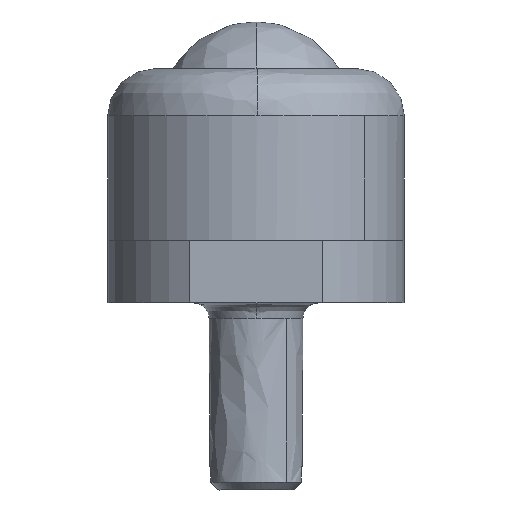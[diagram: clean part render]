
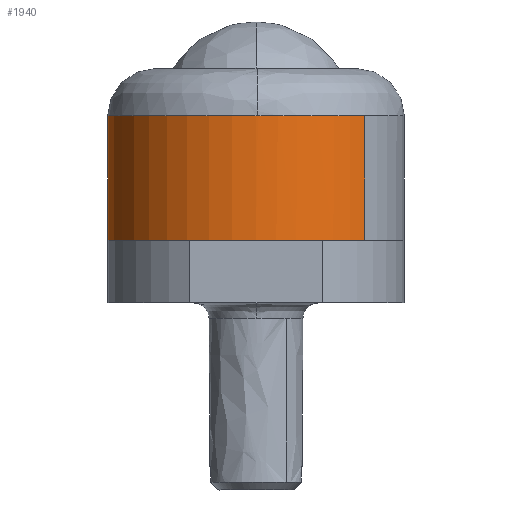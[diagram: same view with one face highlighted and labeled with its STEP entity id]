
A CAD part, left-side view. The second image highlights one B-rep face of the part: STEP entity #1940.
In plain terms, the highlighted free-form (B-spline) face has degree [2, 1] with [5, 2] control points.
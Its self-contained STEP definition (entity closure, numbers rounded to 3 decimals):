
#1551=CARTESIAN_POINT('',(6.452,6.973,8.));
#1552=VERTEX_POINT('',#1551);
#1564=CARTESIAN_POINT('',(-0.06,9.5,8.));
#1565=VERTEX_POINT('',#1564);
#1566=CARTESIAN_POINT('',(-0.06,9.5,8.));
#1567=CARTESIAN_POINT('',(0.555,9.504,8.));
#1568=CARTESIAN_POINT('',(1.45,9.422,8.));
#1569=CARTESIAN_POINT('',(2.756,9.114,8.));
#1570=CARTESIAN_POINT('',(3.81,8.733,8.));
#1571=CARTESIAN_POINT('',(5.135,8.045,8.));
#1572=CARTESIAN_POINT('',(5.974,7.416,8.));
#1573=CARTESIAN_POINT('',(6.452,6.973,8.));
#1574=B_SPLINE_CURVE_WITH_KNOTS('',3,(#1566,#1567,#1568,#1569,#1570,#1571,#1572,#1573),.UNSPECIFIED.,.F.,.U.,(4,1,1,1,1,4),(0.,1.844,2.682,4.023,5.197,7.153),.UNSPECIFIED.);
#1575=EDGE_CURVE('',#1565,#1552,#1574,.T.);
#1577=CARTESIAN_POINT('',(-9.5,0.0,8.0));
#1578=VERTEX_POINT('',#1577);
#1579=CARTESIAN_POINT('',(-9.5,0.0,8.0));
#1580=CARTESIAN_POINT('',(-9.5,0.542,8.));
#1581=CARTESIAN_POINT('',(-9.425,1.413,8.));
#1582=CARTESIAN_POINT('',(-9.129,2.717,8.));
#1583=CARTESIAN_POINT('',(-8.672,3.975,8.));
#1584=CARTESIAN_POINT('',(-8.003,5.181,8.));
#1585=CARTESIAN_POINT('',(-7.298,6.106,8.));
#1586=CARTESIAN_POINT('',(-6.481,6.986,8.));
#1587=CARTESIAN_POINT('',(-5.522,7.778,8.));
#1588=CARTESIAN_POINT('',(-4.421,8.431,8.));
#1589=CARTESIAN_POINT('',(-3.344,8.918,8.));
#1590=CARTESIAN_POINT('',(-1.936,9.358,8.));
#1591=CARTESIAN_POINT('',(-0.756,9.496,8.));
#1592=CARTESIAN_POINT('',(-0.06,9.5,8.));
#1593=B_SPLINE_CURVE_WITH_KNOTS('',3,(#1579,#1580,#1581,#1582,#1583,#1584,#1585,#1586,#1587,#1588,#1589,#1590,#1591,#1592),.UNSPECIFIED.,.F.,.U.,(4,1,1,1,1,1,1,1,1,1,1,4),(0.,1.626,2.613,4.006,5.632,6.735,7.489,9.231,10.45,11.321,12.773,14.863),.UNSPECIFIED.);
#1594=EDGE_CURVE('',#1578,#1565,#1593,.T.);
#1596=CARTESIAN_POINT('',(-9.499,-0.119,8.));
#1597=VERTEX_POINT('',#1596);
#1598=CARTESIAN_POINT('',(-9.499,-0.119,8.));
#1599=CARTESIAN_POINT('',(-9.5,0.0,8.0));
#1600=QUASI_UNIFORM_CURVE('',1,(#1598,#1599),.UNSPECIFIED.,.F.,.U.);
#1601=EDGE_CURVE('',#1597,#1578,#1600,.T.);
#1653=CARTESIAN_POINT('',(-6.452,-6.973,8.));
#1654=VERTEX_POINT('',#1653);
#1655=CARTESIAN_POINT('',(-6.452,-6.973,8.));
#1656=CARTESIAN_POINT('',(-6.835,-6.618,8.));
#1657=CARTESIAN_POINT('',(-7.407,-5.994,8.));
#1658=CARTESIAN_POINT('',(-8.108,-4.988,8.));
#1659=CARTESIAN_POINT('',(-8.655,-3.981,8.));
#1660=CARTESIAN_POINT('',(-9.068,-2.91,8.));
#1661=CARTESIAN_POINT('',(-9.397,-1.604,8.));
#1662=CARTESIAN_POINT('',(-9.492,-0.702,8.));
#1663=CARTESIAN_POINT('',(-9.499,-0.119,8.));
#1664=B_SPLINE_CURVE_WITH_KNOTS('',3,(#1655,#1656,#1657,#1658,#1659,#1660,#1661,#1662,#1663),.UNSPECIFIED.,.F.,.U.,(4,1,1,1,1,1,4),(0.,1.566,2.53,3.674,4.999,5.963,7.71),.UNSPECIFIED.);
#1665=EDGE_CURVE('',#1654,#1597,#1664,.T.);
#1860=CARTESIAN_POINT('',(-6.452,-6.973,8.2));
#1861=CARTESIAN_POINT('',(-13.425,-0.52,8.2));
#1862=CARTESIAN_POINT('',(-6.973,6.452,8.2));
#1863=CARTESIAN_POINT('',(-0.52,13.425,8.2));
#1864=CARTESIAN_POINT('',(6.452,6.973,8.2));
#1865=CARTESIAN_POINT('',(-6.452,-6.973,-0.205));
#1866=CARTESIAN_POINT('',(-13.425,-0.52,-0.205));
#1867=CARTESIAN_POINT('',(-6.973,6.452,-0.205));
#1868=CARTESIAN_POINT('',(-0.52,13.425,-0.205));
#1869=CARTESIAN_POINT('',(6.452,6.973,-0.205));
#1877=(BOUNDED_SURFACE()B_SPLINE_SURFACE(2,1,((#1860,#1865),(#1861,#1866),(#1862,#1867),(#1863,#1868),(#1864,#1869)),.UNSPECIFIED.,.F.,.F.,.U.)B_SPLINE_SURFACE_WITH_KNOTS((3,2,3),(2,2),(0.0,15.74,31.48),(0.0,8.405),.UNSPECIFIED.)GEOMETRIC_REPRESENTATION_ITEM()RATIONAL_B_SPLINE_SURFACE(((1.0,1.0),(0.707,0.707),(1.0,1.0),(0.707,0.707),(1.0,1.0)))REPRESENTATION_ITEM('')SURFACE());
#1878=ORIENTED_EDGE('',*,*,#1665,.T.);
#1879=ORIENTED_EDGE('',*,*,#1601,.T.);
#1880=ORIENTED_EDGE('',*,*,#1594,.T.);
#1881=ORIENTED_EDGE('',*,*,#1575,.T.);
#1882=CARTESIAN_POINT('',(6.452,6.973,0.));
#1883=VERTEX_POINT('',#1882);
#1884=CARTESIAN_POINT('',(6.452,6.973,8.));
#1885=CARTESIAN_POINT('',(6.452,6.973,0.));
#1886=QUASI_UNIFORM_CURVE('',1,(#1884,#1885),.UNSPECIFIED.,.F.,.U.);
#1887=EDGE_CURVE('',#1552,#1883,#1886,.T.);
#1888=ORIENTED_EDGE('',*,*,#1887,.T.);
#1889=CARTESIAN_POINT('',(0.,9.5,0.0));
#1890=VERTEX_POINT('',#1889);
#1891=CARTESIAN_POINT('',(0.,9.5,0.0));
#1892=CARTESIAN_POINT('',(0.462,9.5,0.));
#1893=CARTESIAN_POINT('',(1.238,9.443,0.));
#1894=CARTESIAN_POINT('',(2.598,9.174,0.));
#1895=CARTESIAN_POINT('',(3.945,8.696,0.));
#1896=CARTESIAN_POINT('',(5.331,7.909,0.));
#1897=CARTESIAN_POINT('',(6.1,7.299,0.));
#1898=CARTESIAN_POINT('',(6.452,6.973,0.));
#1899=B_SPLINE_CURVE_WITH_KNOTS('',3,(#1891,#1892,#1893,#1894,#1895,#1896,#1897,#1898),.UNSPECIFIED.,.F.,.U.,(4,1,1,1,1,4),(0.,1.385,2.327,4.156,5.652,7.093),.UNSPECIFIED.);
#1900=EDGE_CURVE('',#1890,#1883,#1899,.T.);
#1901=ORIENTED_EDGE('',*,*,#1900,.F.);
#1902=CARTESIAN_POINT('',(-9.5,0.0,0.0));
#1903=VERTEX_POINT('',#1902);
#1904=CARTESIAN_POINT('',(-9.5,0.0,0.0));
#1905=CARTESIAN_POINT('',(-9.5,0.544,0.0));
#1906=CARTESIAN_POINT('',(-9.408,1.613,0.0));
#1907=CARTESIAN_POINT('',(-9.015,3.122,0.0));
#1908=CARTESIAN_POINT('',(-8.364,4.603,0.0));
#1909=CARTESIAN_POINT('',(-7.609,5.741,0.0));
#1910=CARTESIAN_POINT('',(-6.707,6.761,0.0));
#1911=CARTESIAN_POINT('',(-5.659,7.694,0.0));
#1912=CARTESIAN_POINT('',(-4.392,8.469,0.0));
#1913=CARTESIAN_POINT('',(-3.134,8.99,0.0));
#1914=CARTESIAN_POINT('',(-1.768,9.381,0.0));
#1915=CARTESIAN_POINT('',(-0.7,9.5,0.0));
#1916=CARTESIAN_POINT('',(0.,9.5,0.0));
#1917=B_SPLINE_CURVE_WITH_KNOTS('',3,(#1904,#1905,#1906,#1907,#1908,#1909,#1910,#1911,#1912,#1913,#1914,#1915,#1916),.UNSPECIFIED.,.F.,.U.,(4,1,1,1,1,1,1,1,1,1,4),(0.,1.632,3.206,4.663,6.47,7.286,8.744,10.667,11.717,12.824,14.923),.UNSPECIFIED.);
#1918=EDGE_CURVE('',#1903,#1890,#1917,.T.);
#1919=ORIENTED_EDGE('',*,*,#1918,.F.);
#1920=CARTESIAN_POINT('',(-6.452,-6.973,0.));
#1921=VERTEX_POINT('',#1920);
#1922=CARTESIAN_POINT('',(-6.452,-6.973,0.));
#1923=CARTESIAN_POINT('',(-6.916,-6.543,0.));
#1924=CARTESIAN_POINT('',(-7.663,-5.699,0.));
#1925=CARTESIAN_POINT('',(-8.557,-4.232,0.));
#1926=CARTESIAN_POINT('',(-9.084,-2.899,0.));
#1927=CARTESIAN_POINT('',(-9.422,-1.448,0.));
#1928=CARTESIAN_POINT('',(-9.5,-0.551,0.));
#1929=CARTESIAN_POINT('',(-9.5,0.0,0.0));
#1930=B_SPLINE_CURVE_WITH_KNOTS('',3,(#1922,#1923,#1924,#1925,#1926,#1927,#1928,#1929),.UNSPECIFIED.,.F.,.U.,(4,1,1,1,1,4),(0.,1.896,3.364,5.138,6.178,7.829),.UNSPECIFIED.);
#1931=EDGE_CURVE('',#1921,#1903,#1930,.T.);
#1932=ORIENTED_EDGE('',*,*,#1931,.F.);
#1933=CARTESIAN_POINT('',(-6.452,-6.973,8.));
#1934=CARTESIAN_POINT('',(-6.452,-6.973,0.));
#1935=QUASI_UNIFORM_CURVE('',1,(#1933,#1934),.UNSPECIFIED.,.F.,.U.);
#1936=EDGE_CURVE('',#1654,#1921,#1935,.T.);
#1937=ORIENTED_EDGE('',*,*,#1936,.F.);
#1938=EDGE_LOOP('',(#1878,#1879,#1880,#1881,#1888,#1901,#1919,#1932,#1937));
#1939=FACE_OUTER_BOUND('',#1938,.T.);
#1940=ADVANCED_FACE('',(#1939),#1877,.T.);
